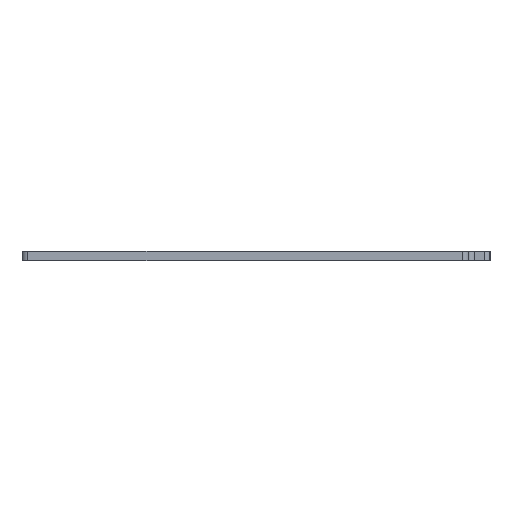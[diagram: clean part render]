
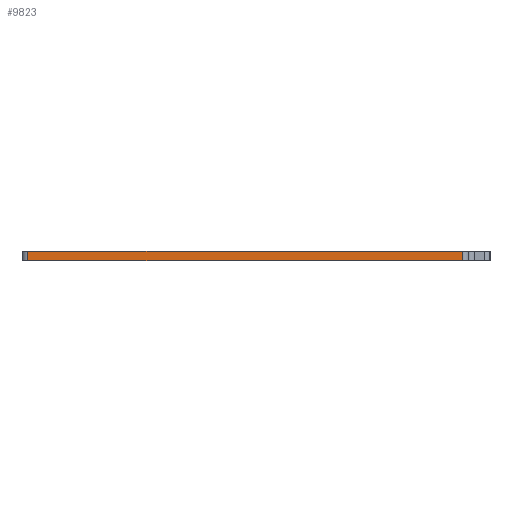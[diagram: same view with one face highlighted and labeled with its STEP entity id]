
A CAD part, left-side view. The second image highlights one B-rep face of the part: STEP entity #9823.
In plain terms, the highlighted planar face has unit normal (-1, 0, 0).
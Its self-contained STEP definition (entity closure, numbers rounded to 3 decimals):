
#146 = VERTEX_POINT('',#147);
#147 = CARTESIAN_POINT('',(66.,-79.75,0.));
#154 = EDGE_CURVE('',#155,#146,#157,.T.);
#155 = VERTEX_POINT('',#156);
#156 = CARTESIAN_POINT('',(66.,-155.25,0.));
#157 = LINE('',#158,#159);
#158 = CARTESIAN_POINT('',(66.,-155.25,0.));
#159 = VECTOR('',#160,1.);
#160 = DIRECTION('',(0.,1.,0.));
#4971 = VERTEX_POINT('',#4972);
#4972 = CARTESIAN_POINT('',(66.,-79.75,1.6));
#4979 = EDGE_CURVE('',#4980,#4971,#4982,.T.);
#4980 = VERTEX_POINT('',#4981);
#4981 = CARTESIAN_POINT('',(66.,-155.25,1.6));
#4982 = LINE('',#4983,#4984);
#4983 = CARTESIAN_POINT('',(66.,-155.25,1.6));
#4984 = VECTOR('',#4985,1.);
#4985 = DIRECTION('',(0.,1.,0.));
#9793 = EDGE_CURVE('',#146,#4971,#9794,.T.);
#9794 = LINE('',#9795,#9796);
#9795 = CARTESIAN_POINT('',(66.,-79.75,0.));
#9796 = VECTOR('',#9797,1.);
#9797 = DIRECTION('',(0.,0.,1.));
#9823 = ADVANCED_FACE('',(#9824),#9835,.T.);
#9824 = FACE_BOUND('',#9825,.T.);
#9825 = EDGE_LOOP('',(#9826,#9832,#9833,#9834));
#9826 = ORIENTED_EDGE('',*,*,#9827,.T.);
#9827 = EDGE_CURVE('',#155,#4980,#9828,.T.);
#9828 = LINE('',#9829,#9830);
#9829 = CARTESIAN_POINT('',(66.,-155.25,0.));
#9830 = VECTOR('',#9831,1.);
#9831 = DIRECTION('',(0.,0.,1.));
#9832 = ORIENTED_EDGE('',*,*,#4979,.T.);
#9833 = ORIENTED_EDGE('',*,*,#9793,.F.);
#9834 = ORIENTED_EDGE('',*,*,#154,.F.);
#9835 = PLANE('',#9836);
#9836 = AXIS2_PLACEMENT_3D('',#9837,#9838,#9839);
#9837 = CARTESIAN_POINT('',(66.,-155.25,0.));
#9838 = DIRECTION('',(-1.,0.,0.));
#9839 = DIRECTION('',(0.,1.,0.));
